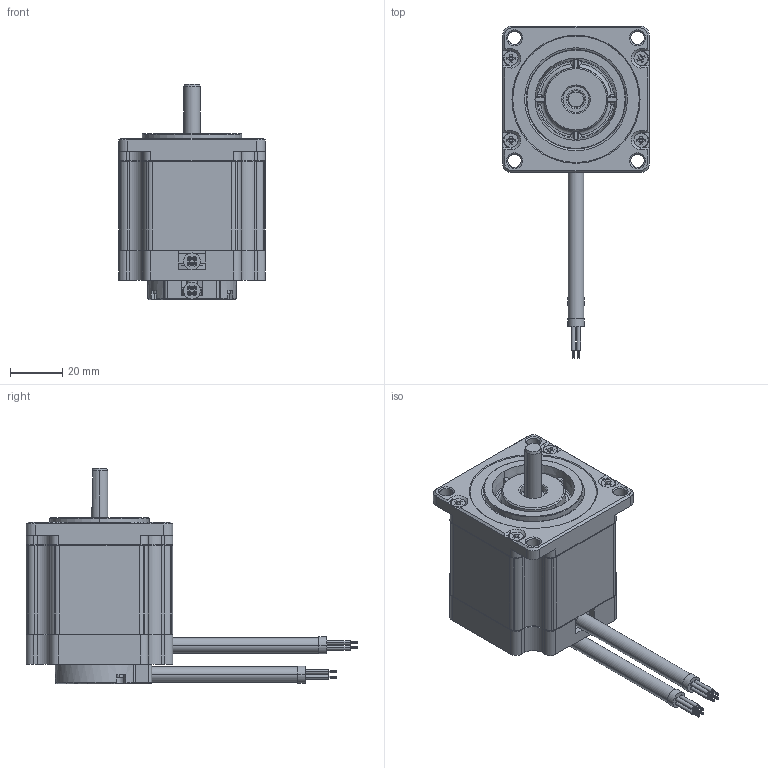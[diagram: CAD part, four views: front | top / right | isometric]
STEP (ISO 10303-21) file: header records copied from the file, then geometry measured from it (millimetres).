
FILE_DESCRIPTION((''),'2;1');
FILE_NAME('4611110011241_ASM','2023-02-09T11:47:31',('ms26442'),(''),'CREO PARAMETRIC BY PTC INC, 2018100','CREO PARAMETRIC BY PTC INC, 2018100','');
FILE_SCHEMA(('CONFIG_CONTROL_DESIGN'));
Products named in the file (25): 4613102100013; 3698153000285; 3698153000144; 4613104002242_ASM; 4713101000728; 4713120000558_ASM; 4613103004139_ASM; 4219121302125; 4613106100326_AF0; 4332101101858_AF0; 4693220000369_AF0; 4613106100326_AF1; 4613107105287_ASM; 4333201500270; 4333201500254; 4331101000005; 4613108002313_ASM; 4219121302100; 4294440200013_AF0; 4294404000573; 4611150011241_ASM; 4219122001208; DIANJIXIANSHU; 4294404000344; 4611110011241_ASM
Assembly tree (31 placements, depth 5):
  4611110011241_ASM
    4611150011241_ASM
      4613103004139_ASM
        4613104002242_ASM
          4613102100013
          3698153000285
          3698153000144
        4713120000558_ASM
          4713101000728
      4219121302125
      4613108002313_ASM
        4613107105287_ASM
          4613106100326_AF0
          4332101101858_AF0
          4693220000369_AF0
          4613106100326_AF1
        4333201500270
        4333201500254
        4331101000005  x2
      4219121302100
      4294440200013_AF0
      4294404000573  x4
    4219122001208
    DIANJIXIANSHU  x2
    4294404000344  x3
Bounding box: 56.26 x 127.26 x 82.6 mm (x, y, z)
Volume: 100453.1 mm3; surface area: 94009.4 mm2
Topology: 43 solids, 54 shells, 3153 faces, 8558 edges, 5602 vertices
Faces by surface type: cylinder 1557, plane 1384, cone 127, torus 50, sphere 30, bspline 5
Entity records: 93259 total; most frequent: CARTESIAN_POINT 17508, DIRECTION 16434, ORIENTED_EDGE 15668, EDGE_CURVE 7846, AXIS2_PLACEMENT_3D 5898, VERTEX_POINT 5166, VECTOR 4638, LINE 4638
